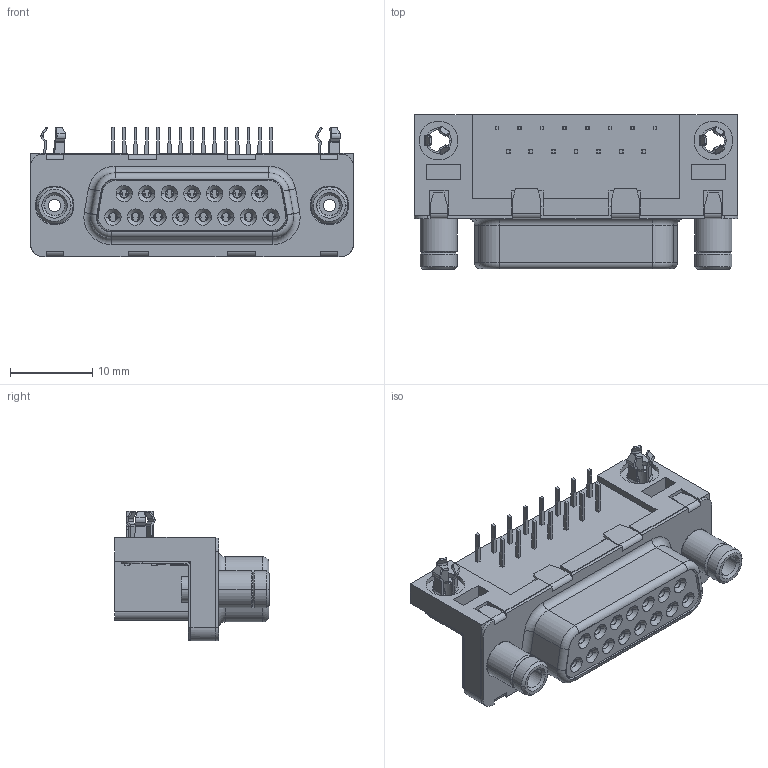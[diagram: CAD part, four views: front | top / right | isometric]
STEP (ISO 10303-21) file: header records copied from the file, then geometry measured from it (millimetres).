
FILE_DESCRIPTION((''),'2;1');
FILE_NAME('PLD15S33E4GV00LF','2021-01-15T',('KRSree'),('AFCI'),'CREO PARAMETRIC BY PTC INC, 2016130','CREO PARAMETRIC BY PTC INC, 2016130','');
FILE_SCHEMA(('CONFIG_CONTROL_DESIGN'));
Length unit declared in the file: millimetre
Products named in the file (1): PLD15S33E4GV00LF
Bounding box: 39.22 x 18.75 x 15.75 mm (x, y, z)
Volume: 5185.9 mm3; surface area: 4528.9 mm2
Topology: 1 solids, 3 shells, 1234 faces, 3338 edges, 2132 vertices
Faces by surface type: plane 730, cylinder 280, bspline 136, cone 54, torus 34
Entity records: 46194 total; most frequent: CARTESIAN_POINT 15748, ORIENTED_EDGE 6676, DIRECTION 5850, EDGE_CURVE 3338, VECTOR 2134, LINE 2134, VERTEX_POINT 2132, AXIS2_PLACEMENT_3D 1858
